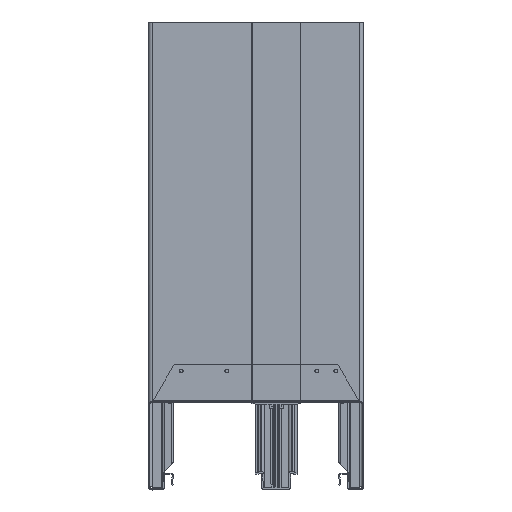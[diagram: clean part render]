
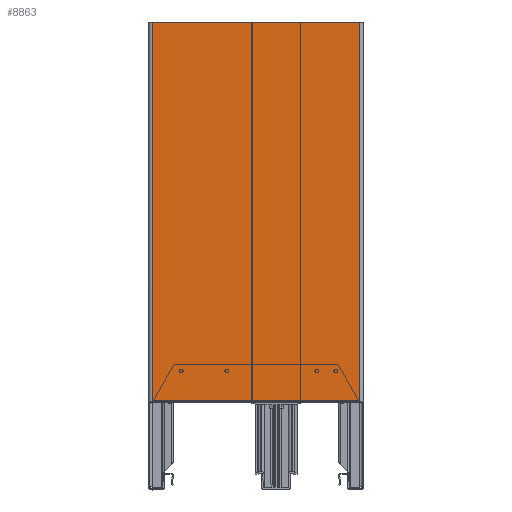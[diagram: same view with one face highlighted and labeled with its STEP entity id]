
A CAD part, left-side view. The second image highlights one B-rep face of the part: STEP entity #8863.
In plain terms, the highlighted face is planar.
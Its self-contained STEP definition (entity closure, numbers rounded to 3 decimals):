
#480 = VECTOR ( 'NONE', #2057, 1000. ) ;
#506 = EDGE_CURVE ( 'NONE', #12332, #2673, #12172, .T. ) ;
#666 = ORIENTED_EDGE ( 'NONE', *, *, #506, .F. ) ;
#1210 = PLANE ( 'NONE',  #12264 ) ;
#1241 = LINE ( 'NONE', #8962, #480 ) ;
#2013 = CARTESIAN_POINT ( 'NONE',  ( -299.525, -82., -68.975 ) ) ;
#2017 = ORIENTED_EDGE ( 'NONE', *, *, #4063, .F. ) ;
#2057 = DIRECTION ( 'NONE',  ( 1., 0., 0. ) ) ;
#2196 = DIRECTION ( 'NONE',  ( -1., 0., 0. ) ) ;
#2396 = CARTESIAN_POINT ( 'NONE',  ( -0.025, 82., -68.975 ) ) ;
#2673 = VERTEX_POINT ( 'NONE', #2396 ) ;
#3134 = CARTESIAN_POINT ( 'NONE',  ( -299.525, -82., -68.975 ) ) ;
#3377 = LINE ( 'NONE', #2013, #6911 ) ;
#4063 = EDGE_CURVE ( 'NONE', #10033, #12332, #9875, .T. ) ;
#4309 = CARTESIAN_POINT ( 'NONE',  ( -299.525, -82., -68.975 ) ) ;
#4741 = VECTOR ( 'NONE', #10222, 1000. ) ;
#5143 = DIRECTION ( 'NONE',  ( 0., 1., 0. ) ) ;
#5761 = CARTESIAN_POINT ( 'NONE',  ( -0.025, -82., -68.975 ) ) ;
#6030 = EDGE_LOOP ( 'NONE', ( #11572, #666, #2017, #9165 ) ) ;
#6122 = FACE_OUTER_BOUND ( 'NONE', #6030, .T. ) ;
#6201 = EDGE_CURVE ( 'NONE', #8872, #2673, #1241, .T. ) ;
#6911 = VECTOR ( 'NONE', #10890, 1000. ) ;
#7686 = EDGE_CURVE ( 'NONE', #10033, #8872, #3377, .T. ) ;
#8114 = DIRECTION ( 'NONE',  ( 0., 0., -1. ) ) ;
#8863 = ADVANCED_FACE ( 'NONE', ( #6122 ), #1210, .T. ) ;
#8872 = VERTEX_POINT ( 'NONE', #10105 ) ;
#8962 = CARTESIAN_POINT ( 'NONE',  ( -299.525, 82., -68.975 ) ) ;
#9165 = ORIENTED_EDGE ( 'NONE', *, *, #7686, .T. ) ;
#9875 = LINE ( 'NONE', #4309, #4741 ) ;
#10033 = VERTEX_POINT ( 'NONE', #11379 ) ;
#10105 = CARTESIAN_POINT ( 'NONE',  ( -299.525, 82., -68.975 ) ) ;
#10222 = DIRECTION ( 'NONE',  ( 1., 0., 0. ) ) ;
#10890 = DIRECTION ( 'NONE',  ( 0., 1., 0. ) ) ;
#11379 = CARTESIAN_POINT ( 'NONE',  ( -299.525, -82., -68.975 ) ) ;
#11571 = VECTOR ( 'NONE', #5143, 1000. ) ;
#11572 = ORIENTED_EDGE ( 'NONE', *, *, #6201, .T. ) ;
#11745 = CARTESIAN_POINT ( 'NONE',  ( -0.025, -82., -68.975 ) ) ;
#12172 = LINE ( 'NONE', #5761, #11571 ) ;
#12264 = AXIS2_PLACEMENT_3D ( 'NONE', #3134, #8114, #2196 ) ;
#12332 = VERTEX_POINT ( 'NONE', #11745 ) ;
